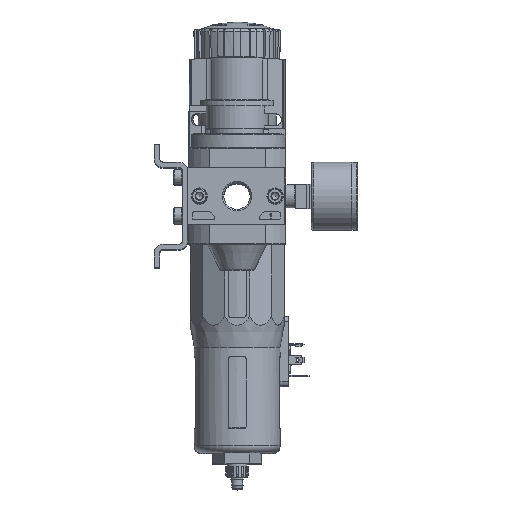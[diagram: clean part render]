
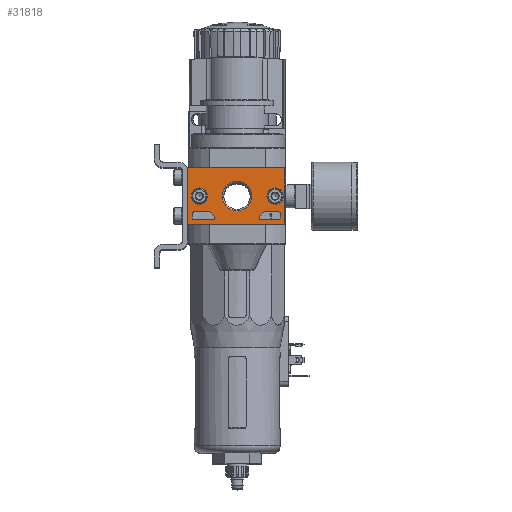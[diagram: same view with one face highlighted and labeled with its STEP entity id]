
A CAD part, top view. The second image highlights one B-rep face of the part: STEP entity #31818.
In plain terms, the highlighted face is planar.
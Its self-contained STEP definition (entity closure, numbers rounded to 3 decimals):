
#1684=CIRCLE('',#45133,4.587);
#1685=CIRCLE('',#45134,4.587);
#1686=CIRCLE('',#45135,8.331);
#1687=CIRCLE('',#45136,1.);
#1688=CIRCLE('',#45137,1.);
#1689=CIRCLE('',#45138,1.);
#1690=CIRCLE('',#45139,17.5);
#1691=CIRCLE('',#45140,1.);
#1692=CIRCLE('',#45141,1.);
#1693=CIRCLE('',#45142,17.5);
#1694=CIRCLE('',#45143,1.);
#1695=CIRCLE('',#45144,1.);
#1696=CIRCLE('',#45145,1.);
#3341=ORIENTED_EDGE('',*,*,#12749,.F.);
#3342=ORIENTED_EDGE('',*,*,#12750,.F.);
#3343=ORIENTED_EDGE('',*,*,#12751,.F.);
#3344=ORIENTED_EDGE('',*,*,#12752,.F.);
#3345=ORIENTED_EDGE('',*,*,#12753,.T.);
#3346=ORIENTED_EDGE('',*,*,#12754,.T.);
#3347=ORIENTED_EDGE('',*,*,#12755,.T.);
#3348=ORIENTED_EDGE('',*,*,#12756,.T.);
#3349=ORIENTED_EDGE('',*,*,#12757,.T.);
#3350=ORIENTED_EDGE('',*,*,#12758,.T.);
#3351=ORIENTED_EDGE('',*,*,#12759,.T.);
#3352=ORIENTED_EDGE('',*,*,#12760,.T.);
#3353=ORIENTED_EDGE('',*,*,#12761,.F.);
#3354=ORIENTED_EDGE('',*,*,#12762,.T.);
#3355=ORIENTED_EDGE('',*,*,#12763,.T.);
#3356=ORIENTED_EDGE('',*,*,#12764,.T.);
#3357=ORIENTED_EDGE('',*,*,#12765,.F.);
#3358=ORIENTED_EDGE('',*,*,#12766,.T.);
#3359=ORIENTED_EDGE('',*,*,#12767,.T.);
#3360=ORIENTED_EDGE('',*,*,#12768,.T.);
#3361=ORIENTED_EDGE('',*,*,#12769,.T.);
#3362=ORIENTED_EDGE('',*,*,#12770,.T.);
#3363=ORIENTED_EDGE('',*,*,#12771,.T.);
#12749=EDGE_CURVE('',#17453,#17454,#20677,.T.);
#12750=EDGE_CURVE('',#17455,#17453,#20678,.T.);
#12751=EDGE_CURVE('',#17456,#17455,#20679,.T.);
#12752=EDGE_CURVE('',#17454,#17456,#20680,.T.);
#12753=EDGE_CURVE('',#17457,#17457,#1684,.T.);
#12754=EDGE_CURVE('',#17458,#17458,#1685,.T.);
#12755=EDGE_CURVE('',#17459,#17459,#1686,.T.);
#12756=EDGE_CURVE('',#17460,#17461,#1687,.T.);
#12757=EDGE_CURVE('',#17461,#17462,#20681,.T.);
#12758=EDGE_CURVE('',#17462,#17463,#1688,.T.);
#12759=EDGE_CURVE('',#17463,#17464,#20682,.T.);
#12760=EDGE_CURVE('',#17464,#17465,#1689,.T.);
#12761=EDGE_CURVE('',#17466,#17465,#1690,.T.);
#12762=EDGE_CURVE('',#17466,#17467,#1691,.T.);
#12763=EDGE_CURVE('',#17467,#17460,#20683,.T.);
#12764=EDGE_CURVE('',#17468,#17469,#1692,.T.);
#12765=EDGE_CURVE('',#17470,#17469,#1693,.T.);
#12766=EDGE_CURVE('',#17470,#17471,#1694,.T.);
#12767=EDGE_CURVE('',#17471,#17472,#20684,.T.);
#12768=EDGE_CURVE('',#17472,#17473,#1695,.T.);
#12769=EDGE_CURVE('',#17473,#17474,#20685,.T.);
#12770=EDGE_CURVE('',#17474,#17475,#1696,.T.);
#12771=EDGE_CURVE('',#17475,#17468,#20686,.T.);
#17453=VERTEX_POINT('',#58604);
#17454=VERTEX_POINT('',#58605);
#17455=VERTEX_POINT('',#58607);
#17456=VERTEX_POINT('',#58609);
#17457=VERTEX_POINT('',#58612);
#17458=VERTEX_POINT('',#58614);
#17459=VERTEX_POINT('',#58616);
#17460=VERTEX_POINT('',#58618);
#17461=VERTEX_POINT('',#58619);
#17462=VERTEX_POINT('',#58621);
#17463=VERTEX_POINT('',#58623);
#17464=VERTEX_POINT('',#58625);
#17465=VERTEX_POINT('',#58627);
#17466=VERTEX_POINT('',#58629);
#17467=VERTEX_POINT('',#58631);
#17468=VERTEX_POINT('',#58634);
#17469=VERTEX_POINT('',#58635);
#17470=VERTEX_POINT('',#58637);
#17471=VERTEX_POINT('',#58639);
#17472=VERTEX_POINT('',#58641);
#17473=VERTEX_POINT('',#58643);
#17474=VERTEX_POINT('',#58645);
#17475=VERTEX_POINT('',#58647);
#20677=LINE('',#58603,#23080);
#20678=LINE('',#58606,#23081);
#20679=LINE('',#58608,#23082);
#20680=LINE('',#58610,#23083);
#20681=LINE('',#58620,#23084);
#20682=LINE('',#58624,#23085);
#20683=LINE('',#58632,#23086);
#20684=LINE('',#58640,#23087);
#20685=LINE('',#58644,#23088);
#20686=LINE('',#58648,#23089);
#23080=VECTOR('',#48824,1000.);
#23081=VECTOR('',#48825,1000.);
#23082=VECTOR('',#48826,1000.);
#23083=VECTOR('',#48827,1000.);
#23084=VECTOR('',#48836,1000.);
#23085=VECTOR('',#48839,1000.);
#23086=VECTOR('',#48846,1000.);
#23087=VECTOR('',#48853,1000.);
#23088=VECTOR('',#48856,1000.);
#23089=VECTOR('',#48859,1000.);
#25483=EDGE_LOOP('',(#3341,#3342,#3343,#3344));
#25484=EDGE_LOOP('',(#3345));
#25485=EDGE_LOOP('',(#3346));
#25486=EDGE_LOOP('',(#3347));
#25487=EDGE_LOOP('',(#3348,#3349,#3350,#3351,#3352,#3353,#3354,#3355));
#25488=EDGE_LOOP('',(#3356,#3357,#3358,#3359,#3360,#3361,#3362,#3363));
#28061=FACE_BOUND('',#25483,.T.);
#28062=FACE_BOUND('',#25484,.T.);
#28063=FACE_BOUND('',#25485,.T.);
#28064=FACE_BOUND('',#25486,.T.);
#28065=FACE_BOUND('',#25487,.T.);
#28066=FACE_BOUND('',#25488,.T.);
#30649=PLANE('',#45132);
#31818=ADVANCED_FACE('',(#28061,#28062,#28063,#28064,#28065,#28066),#30649,
 .F.);
#45132=AXIS2_PLACEMENT_3D('',#58602,#48822,#48823);
#45133=AXIS2_PLACEMENT_3D('',#58611,#48828,#48829);
#45134=AXIS2_PLACEMENT_3D('',#58613,#48830,#48831);
#45135=AXIS2_PLACEMENT_3D('',#58615,#48832,#48833);
#45136=AXIS2_PLACEMENT_3D('',#58617,#48834,#48835);
#45137=AXIS2_PLACEMENT_3D('',#58622,#48837,#48838);
#45138=AXIS2_PLACEMENT_3D('',#58626,#48840,#48841);
#45139=AXIS2_PLACEMENT_3D('',#58628,#48842,#48843);
#45140=AXIS2_PLACEMENT_3D('',#58630,#48844,#48845);
#45141=AXIS2_PLACEMENT_3D('',#58633,#48847,#48848);
#45142=AXIS2_PLACEMENT_3D('',#58636,#48849,#48850);
#45143=AXIS2_PLACEMENT_3D('',#58638,#48851,#48852);
#45144=AXIS2_PLACEMENT_3D('',#58642,#48854,#48855);
#45145=AXIS2_PLACEMENT_3D('',#58646,#48857,#48858);
#48822=DIRECTION('',(0.,0.,1.));
#48823=DIRECTION('',(1.,0.,0.));
#48824=DIRECTION('',(0.,-1.,0.));
#48825=DIRECTION('',(-1.,0.,0.));
#48826=DIRECTION('',(0.,1.,0.));
#48827=DIRECTION('',(1.,0.,0.));
#48828=DIRECTION('',(0.,0.,1.));
#48829=DIRECTION('',(1.,0.,0.));
#48830=DIRECTION('',(0.,0.,1.));
#48831=DIRECTION('',(1.,0.,0.));
#48832=DIRECTION('',(0.,0.,1.));
#48833=DIRECTION('',(1.,0.,0.));
#48834=DIRECTION('',(0.,0.,1.));
#48835=DIRECTION('',(1.,0.,0.));
#48836=DIRECTION('',(0.,-1.,0.));
#48837=DIRECTION('',(0.,0.,1.));
#48838=DIRECTION('',(1.,0.,0.));
#48839=DIRECTION('',(1.,0.,0.));
#48840=DIRECTION('',(0.,0.,1.));
#48841=DIRECTION('',(1.,0.,0.));
#48842=DIRECTION('',(0.,0.,1.));
#48843=DIRECTION('',(1.,0.,0.));
#48844=DIRECTION('',(0.,0.,1.));
#48845=DIRECTION('',(1.,0.,0.));
#48846=DIRECTION('',(-1.,0.,0.));
#48847=DIRECTION('',(0.,0.,1.));
#48848=DIRECTION('',(1.,0.,0.));
#48849=DIRECTION('',(0.,0.,1.));
#48850=DIRECTION('',(1.,0.,0.));
#48851=DIRECTION('',(0.,0.,1.));
#48852=DIRECTION('',(1.,0.,0.));
#48853=DIRECTION('',(1.,0.,0.));
#48854=DIRECTION('',(0.,0.,1.));
#48855=DIRECTION('',(1.,0.,0.));
#48856=DIRECTION('',(0.,1.,0.));
#48857=DIRECTION('',(0.,0.,1.));
#48858=DIRECTION('',(1.,0.,0.));
#48859=DIRECTION('',(-1.,0.,0.));
#58602=CARTESIAN_POINT('',(0.,0.,-7.5));
#58603=CARTESIAN_POINT('',(-27.5,16.,-7.5));
#58604=CARTESIAN_POINT('',(-27.5,16.,-7.5));
#58605=CARTESIAN_POINT('',(-27.5,-16.,-7.5));
#58606=CARTESIAN_POINT('',(27.5,16.,-7.5));
#58607=CARTESIAN_POINT('',(27.5,16.,-7.5));
#58608=CARTESIAN_POINT('',(27.5,-16.,-7.5));
#58609=CARTESIAN_POINT('',(27.5,-16.,-7.5));
#58610=CARTESIAN_POINT('',(-27.5,-16.,-7.5));
#58611=CARTESIAN_POINT('',(21.,0.,-7.5));
#58612=CARTESIAN_POINT('',(25.587,0.,-7.5));
#58613=CARTESIAN_POINT('',(-22.,0.,-7.5));
#58614=CARTESIAN_POINT('',(-17.413,0.,-7.5));
#58615=CARTESIAN_POINT('',(-0.4,0.,-7.5));
#58616=CARTESIAN_POINT('',(7.931,0.,-7.5));
#58617=CARTESIAN_POINT('',(-24.,-10.,-7.5));
#58618=CARTESIAN_POINT('',(-24.,-9.,-7.5));
#58619=CARTESIAN_POINT('',(-25.,-10.,-7.5));
#58620=CARTESIAN_POINT('',(-25.,-10.,-7.5));
#58621=CARTESIAN_POINT('',(-25.,-12.5,-7.5));
#58622=CARTESIAN_POINT('',(-24.,-12.5,-7.5));
#58623=CARTESIAN_POINT('',(-24.,-13.5,-7.5));
#58624=CARTESIAN_POINT('',(-24.,-13.5,-7.5));
#58625=CARTESIAN_POINT('',(-14.038,-13.5,-7.5));
#58626=CARTESIAN_POINT('',(-14.038,-12.5,-7.5));
#58627=CARTESIAN_POINT('',(-13.301,-11.824,-7.5));
#58628=CARTESIAN_POINT('',(-0.4,0.,-7.5));
#58629=CARTESIAN_POINT('',(-15.123,-9.459,-7.5));
#58630=CARTESIAN_POINT('',(-15.964,-10.,-7.5));
#58631=CARTESIAN_POINT('',(-15.964,-9.,-7.5));
#58632=CARTESIAN_POINT('',(-15.964,-9.,-7.5));
#58633=CARTESIAN_POINT('',(15.164,-10.,-7.5));
#58634=CARTESIAN_POINT('',(15.164,-9.,-7.5));
#58635=CARTESIAN_POINT('',(14.323,-9.459,-7.5));
#58636=CARTESIAN_POINT('',(-0.4,0.,-7.5));
#58637=CARTESIAN_POINT('',(12.501,-11.824,-7.5));
#58638=CARTESIAN_POINT('',(13.238,-12.5,-7.5));
#58639=CARTESIAN_POINT('',(13.238,-13.5,-7.5));
#58640=CARTESIAN_POINT('',(13.238,-13.5,-7.5));
#58641=CARTESIAN_POINT('',(24.,-13.5,-7.5));
#58642=CARTESIAN_POINT('',(24.,-12.5,-7.5));
#58643=CARTESIAN_POINT('',(25.,-12.5,-7.5));
#58644=CARTESIAN_POINT('',(25.,-12.5,-7.5));
#58645=CARTESIAN_POINT('',(25.,-10.,-7.5));
#58646=CARTESIAN_POINT('',(24.,-10.,-7.5));
#58647=CARTESIAN_POINT('',(24.,-9.,-7.5));
#58648=CARTESIAN_POINT('',(24.,-9.,-7.5));
